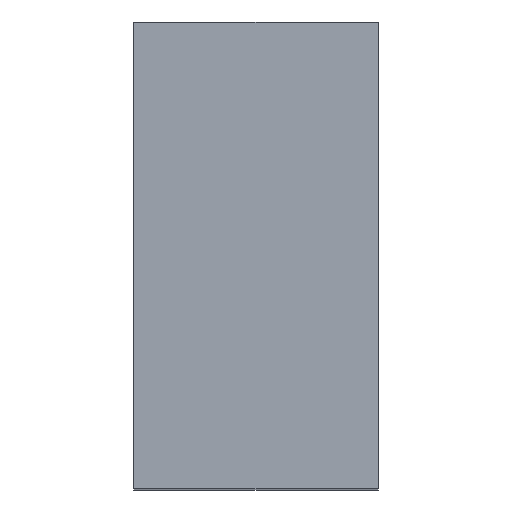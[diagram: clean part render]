
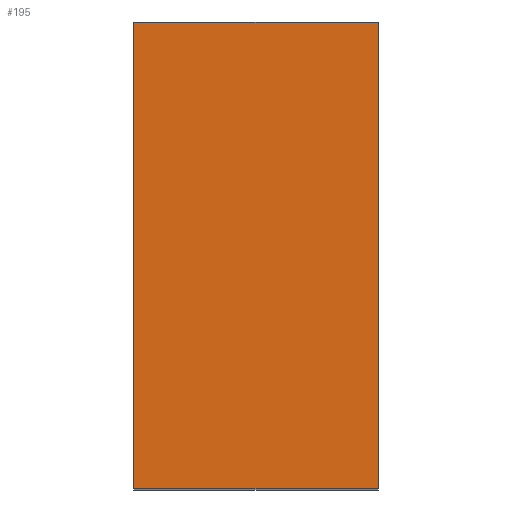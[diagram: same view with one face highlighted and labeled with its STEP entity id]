
A CAD part, top view. The second image highlights one B-rep face of the part: STEP entity #195.
In plain terms, the highlighted planar face has unit normal (0, 0, 1).
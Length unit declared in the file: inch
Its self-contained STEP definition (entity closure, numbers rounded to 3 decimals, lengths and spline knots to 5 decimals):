
#25=FACE_OUTER_BOUND('',#37,.T.);
#37=EDGE_LOOP('',(#167,#168,#169,#170));
#54=LINE('',#310,#78);
#56=LINE('',#315,#80);
#60=LINE('',#323,#84);
#62=LINE('',#326,#86);
#78=VECTOR('',#257,0.5);
#80=VECTOR('',#261,0.262);
#84=VECTOR('',#269,0.262);
#86=VECTOR('',#273,0.5);
#96=VERTEX_POINT('',#304);
#98=VERTEX_POINT('',#308);
#99=VERTEX_POINT('',#312);
#102=VERTEX_POINT('',#322);
#118=EDGE_CURVE('',#96,#98,#54,.T.);
#120=EDGE_CURVE('',#98,#99,#56,.T.);
#124=EDGE_CURVE('',#102,#96,#60,.T.);
#126=EDGE_CURVE('',#102,#99,#62,.T.);
#167=ORIENTED_EDGE('',*,*,#124,.T.);
#168=ORIENTED_EDGE('',*,*,#118,.T.);
#169=ORIENTED_EDGE('',*,*,#120,.T.);
#170=ORIENTED_EDGE('',*,*,#126,.F.);
#184=PLANE('',#226);
#195=ADVANCED_FACE('',(#25),#184,.T.);
#226=AXIS2_PLACEMENT_3D('',#325,#271,#272);
#257=DIRECTION('',(0.,-1.,0.));
#261=DIRECTION('',(1.,0.,0.));
#269=DIRECTION('',(-1.,0.,0.));
#271=DIRECTION('center_axis',(0.,0.,1.));
#272=DIRECTION('ref_axis',(1.,0.,0.));
#273=DIRECTION('',(0.,-1.,0.));
#304=CARTESIAN_POINT('',(-1.1625,0.5,-0.90094));
#308=CARTESIAN_POINT('',(-1.1625,0.,-0.90094));
#310=CARTESIAN_POINT('',(-1.1625,0.5,-0.90094));
#312=CARTESIAN_POINT('',(-0.9005,0.,-0.90094));
#315=CARTESIAN_POINT('',(-1.1625,0.,-0.90094));
#322=CARTESIAN_POINT('',(-0.9005,0.5,-0.90094));
#323=CARTESIAN_POINT('',(-0.9005,0.5,-0.90094));
#325=CARTESIAN_POINT('Origin',(-1.1625,0.,-0.90094));
#326=CARTESIAN_POINT('',(-0.9005,0.5,-0.90094));
